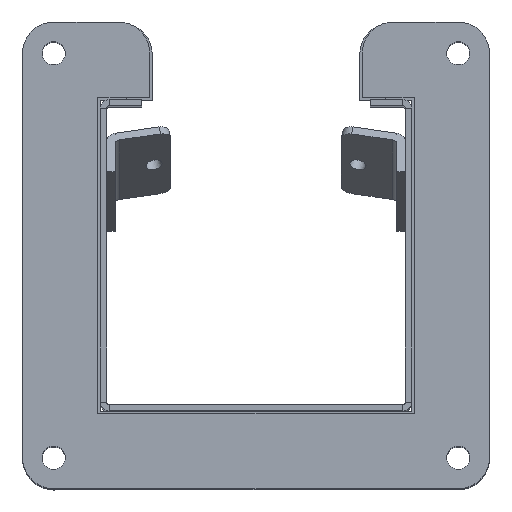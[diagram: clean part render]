
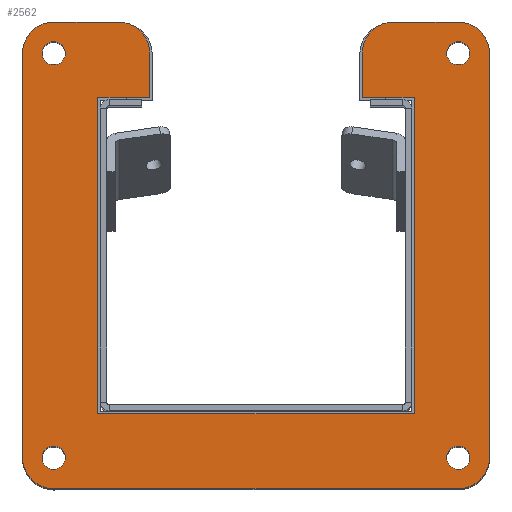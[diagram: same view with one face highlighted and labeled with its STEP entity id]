
A CAD part, top view. The second image highlights one B-rep face of the part: STEP entity #2562.
In plain terms, the highlighted planar face has unit normal (0, 0, 1).
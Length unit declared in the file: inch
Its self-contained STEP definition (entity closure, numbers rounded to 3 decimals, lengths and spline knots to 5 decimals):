
#55=FACE_BOUND('',#433,.T.);
#56=FACE_BOUND('',#434,.T.);
#57=FACE_BOUND('',#435,.T.);
#58=FACE_BOUND('',#436,.T.);
#154=PLANE('',#2766);
#277=FACE_OUTER_BOUND('',#432,.T.);
#432=EDGE_LOOP('',(#1996,#1997,#1998,#1999,#2000,#2001,#2002,#2003,#2004,
#2005,#2006,#2007,#2008,#2009,#2010,#2011,#2012,#2013));
#433=EDGE_LOOP('',(#2014));
#434=EDGE_LOOP('',(#2015));
#435=EDGE_LOOP('',(#2016));
#436=EDGE_LOOP('',(#2017));
#548=CIRCLE('',#2725,0.14063);
#550=CIRCLE('',#2728,0.14063);
#552=CIRCLE('',#2731,0.14063);
#554=CIRCLE('',#2734,0.14063);
#556=CIRCLE('',#2740,0.375);
#558=CIRCLE('',#2744,0.375);
#560=CIRCLE('',#2748,0.375);
#562=CIRCLE('',#2752,0.375);
#564=CIRCLE('',#2756,0.375);
#566=CIRCLE('',#2760,0.375);
#702=LINE('',#3900,#946);
#706=LINE('',#3908,#950);
#709=LINE('',#3914,#953);
#713=LINE('',#3926,#957);
#717=LINE('',#3938,#961);
#721=LINE('',#3950,#965);
#725=LINE('',#3962,#969);
#729=LINE('',#3974,#973);
#733=LINE('',#3986,#977);
#736=LINE('',#3992,#980);
#739=LINE('',#3998,#983);
#742=LINE('',#4003,#986);
#946=VECTOR('',#3194,3.8125);
#950=VECTOR('',#3200,0.625);
#953=VECTOR('',#3205,0.5313);
#957=VECTOR('',#3217,0.7813);
#961=VECTOR('',#3229,4.8751);
#965=VECTOR('',#3241,4.8751);
#969=VECTOR('',#3253,4.8751);
#973=VECTOR('',#3265,0.7813);
#977=VECTOR('',#3277,0.5313);
#980=VECTOR('',#3282,0.625);
#983=VECTOR('',#3287,3.8125);
#986=VECTOR('',#3292,3.8125);
#1172=VERTEX_POINT('',#3878);
#1174=VERTEX_POINT('',#3883);
#1176=VERTEX_POINT('',#3888);
#1178=VERTEX_POINT('',#3893);
#1180=VERTEX_POINT('',#3898);
#1181=VERTEX_POINT('',#3899);
#1184=VERTEX_POINT('',#3907);
#1186=VERTEX_POINT('',#3913);
#1188=VERTEX_POINT('',#3919);
#1190=VERTEX_POINT('',#3925);
#1192=VERTEX_POINT('',#3931);
#1194=VERTEX_POINT('',#3937);
#1196=VERTEX_POINT('',#3943);
#1198=VERTEX_POINT('',#3949);
#1200=VERTEX_POINT('',#3955);
#1202=VERTEX_POINT('',#3961);
#1204=VERTEX_POINT('',#3967);
#1206=VERTEX_POINT('',#3973);
#1208=VERTEX_POINT('',#3979);
#1210=VERTEX_POINT('',#3985);
#1212=VERTEX_POINT('',#3991);
#1214=VERTEX_POINT('',#3997);
#1446=EDGE_CURVE('',#1172,#1172,#548,.T.);
#1448=EDGE_CURVE('',#1174,#1174,#550,.T.);
#1450=EDGE_CURVE('',#1176,#1176,#552,.T.);
#1452=EDGE_CURVE('',#1178,#1178,#554,.T.);
#1454=EDGE_CURVE('',#1180,#1181,#702,.T.);
#1458=EDGE_CURVE('',#1181,#1184,#706,.T.);
#1461=EDGE_CURVE('',#1184,#1186,#709,.T.);
#1464=EDGE_CURVE('',#1186,#1188,#556,.T.);
#1467=EDGE_CURVE('',#1188,#1190,#713,.T.);
#1470=EDGE_CURVE('',#1190,#1192,#558,.T.);
#1473=EDGE_CURVE('',#1192,#1194,#717,.T.);
#1476=EDGE_CURVE('',#1194,#1196,#560,.T.);
#1479=EDGE_CURVE('',#1196,#1198,#721,.T.);
#1482=EDGE_CURVE('',#1198,#1200,#562,.T.);
#1485=EDGE_CURVE('',#1200,#1202,#725,.T.);
#1488=EDGE_CURVE('',#1202,#1204,#564,.T.);
#1491=EDGE_CURVE('',#1204,#1206,#729,.T.);
#1494=EDGE_CURVE('',#1206,#1208,#566,.T.);
#1497=EDGE_CURVE('',#1208,#1210,#733,.T.);
#1500=EDGE_CURVE('',#1210,#1212,#736,.T.);
#1503=EDGE_CURVE('',#1212,#1214,#739,.T.);
#1506=EDGE_CURVE('',#1214,#1180,#742,.T.);
#1996=ORIENTED_EDGE('',*,*,#1454,.F.);
#1997=ORIENTED_EDGE('',*,*,#1506,.F.);
#1998=ORIENTED_EDGE('',*,*,#1503,.F.);
#1999=ORIENTED_EDGE('',*,*,#1500,.F.);
#2000=ORIENTED_EDGE('',*,*,#1497,.F.);
#2001=ORIENTED_EDGE('',*,*,#1494,.F.);
#2002=ORIENTED_EDGE('',*,*,#1491,.F.);
#2003=ORIENTED_EDGE('',*,*,#1488,.F.);
#2004=ORIENTED_EDGE('',*,*,#1485,.F.);
#2005=ORIENTED_EDGE('',*,*,#1482,.F.);
#2006=ORIENTED_EDGE('',*,*,#1479,.F.);
#2007=ORIENTED_EDGE('',*,*,#1476,.F.);
#2008=ORIENTED_EDGE('',*,*,#1473,.F.);
#2009=ORIENTED_EDGE('',*,*,#1470,.F.);
#2010=ORIENTED_EDGE('',*,*,#1467,.F.);
#2011=ORIENTED_EDGE('',*,*,#1464,.F.);
#2012=ORIENTED_EDGE('',*,*,#1461,.F.);
#2013=ORIENTED_EDGE('',*,*,#1458,.F.);
#2014=ORIENTED_EDGE('',*,*,#1446,.T.);
#2015=ORIENTED_EDGE('',*,*,#1448,.T.);
#2016=ORIENTED_EDGE('',*,*,#1450,.T.);
#2017=ORIENTED_EDGE('',*,*,#1452,.T.);
#2562=ADVANCED_FACE('',(#277,#55,#56,#57,#58),#154,.T.);
#2725=AXIS2_PLACEMENT_3D('',#3879,#3170,#3171);
#2728=AXIS2_PLACEMENT_3D('',#3884,#3176,#3177);
#2731=AXIS2_PLACEMENT_3D('',#3889,#3182,#3183);
#2734=AXIS2_PLACEMENT_3D('',#3894,#3188,#3189);
#2740=AXIS2_PLACEMENT_3D('',#3920,#3210,#3211);
#2744=AXIS2_PLACEMENT_3D('',#3932,#3222,#3223);
#2748=AXIS2_PLACEMENT_3D('',#3944,#3234,#3235);
#2752=AXIS2_PLACEMENT_3D('',#3956,#3246,#3247);
#2756=AXIS2_PLACEMENT_3D('',#3968,#3258,#3259);
#2760=AXIS2_PLACEMENT_3D('',#3980,#3270,#3271);
#2766=AXIS2_PLACEMENT_3D('',#4005,#3294,#3295);
#3170=DIRECTION('center_axis',(0.,0.,-1.));
#3171=DIRECTION('ref_axis',(-1.,0.,0.));
#3176=DIRECTION('center_axis',(0.,0.,-1.));
#3177=DIRECTION('ref_axis',(-1.,0.,0.));
#3182=DIRECTION('center_axis',(0.,0.,-1.));
#3183=DIRECTION('ref_axis',(-1.,0.,0.));
#3188=DIRECTION('center_axis',(0.,0.,-1.));
#3189=DIRECTION('ref_axis',(-1.,0.,0.));
#3194=DIRECTION('',(0.,1.,0.));
#3200=DIRECTION('',(-1.,0.,0.));
#3205=DIRECTION('',(0.,1.,0.));
#3210=DIRECTION('center_axis',(0.,0.,-1.));
#3211=DIRECTION('ref_axis',(0.,-1.,0.));
#3217=DIRECTION('',(1.,0.,0.));
#3222=DIRECTION('center_axis',(0.,0.,-1.));
#3223=DIRECTION('ref_axis',(-1.,0.,0.));
#3229=DIRECTION('',(0.,-1.,0.));
#3234=DIRECTION('center_axis',(0.,0.,-1.));
#3235=DIRECTION('ref_axis',(0.,1.,0.));
#3241=DIRECTION('',(-1.,0.,0.));
#3246=DIRECTION('center_axis',(0.,0.,-1.));
#3247=DIRECTION('ref_axis',(1.,0.,0.));
#3253=DIRECTION('',(0.,1.,0.));
#3258=DIRECTION('center_axis',(0.,0.,-1.));
#3259=DIRECTION('ref_axis',(0.,-1.,0.));
#3265=DIRECTION('',(1.,0.,0.));
#3270=DIRECTION('center_axis',(0.,0.,-1.));
#3271=DIRECTION('ref_axis',(-1.,0.,0.));
#3277=DIRECTION('',(0.,-1.,0.));
#3282=DIRECTION('',(-1.,0.,0.));
#3287=DIRECTION('',(0.,-1.,0.));
#3292=DIRECTION('',(1.,0.,0.));
#3294=DIRECTION('center_axis',(0.,0.,1.));
#3295=DIRECTION('ref_axis',(1.,0.,0.));
#3878=CARTESIAN_POINT('',(-2.29693,2.43755,0.125));
#3879=CARTESIAN_POINT('Origin',(-2.43755,2.43755,0.125));
#3883=CARTESIAN_POINT('',(-2.29693,-2.43755,0.125));
#3884=CARTESIAN_POINT('Origin',(-2.43755,-2.43755,0.125));
#3888=CARTESIAN_POINT('',(2.57818,-2.43755,0.125));
#3889=CARTESIAN_POINT('Origin',(2.43755,-2.43755,0.125));
#3893=CARTESIAN_POINT('',(2.57818,2.43755,0.125));
#3894=CARTESIAN_POINT('Origin',(2.43755,2.43755,0.125));
#3898=CARTESIAN_POINT('',(1.90625,-1.90625,0.125));
#3899=CARTESIAN_POINT('',(1.90625,1.90625,0.125));
#3900=CARTESIAN_POINT('',(1.90625,-1.90625,0.125));
#3907=CARTESIAN_POINT('',(1.28125,1.90625,0.125));
#3908=CARTESIAN_POINT('',(1.90625,1.90625,0.125));
#3913=CARTESIAN_POINT('',(1.28125,2.43755,0.125));
#3914=CARTESIAN_POINT('',(1.28125,1.90625,0.125));
#3919=CARTESIAN_POINT('',(1.65625,2.81255,0.125));
#3920=CARTESIAN_POINT('Origin',(1.65625,2.43755,0.125));
#3925=CARTESIAN_POINT('',(2.43755,2.81255,0.125));
#3926=CARTESIAN_POINT('',(1.65625,2.81255,0.125));
#3931=CARTESIAN_POINT('',(2.81255,2.43755,0.125));
#3932=CARTESIAN_POINT('Origin',(2.43755,2.43755,0.125));
#3937=CARTESIAN_POINT('',(2.81255,-2.43755,0.125));
#3938=CARTESIAN_POINT('',(2.81255,2.43755,0.125));
#3943=CARTESIAN_POINT('',(2.43755,-2.81255,0.125));
#3944=CARTESIAN_POINT('Origin',(2.43755,-2.43755,0.125));
#3949=CARTESIAN_POINT('',(-2.43755,-2.81255,0.125));
#3950=CARTESIAN_POINT('',(2.43755,-2.81255,0.125));
#3955=CARTESIAN_POINT('',(-2.81255,-2.43755,0.125));
#3956=CARTESIAN_POINT('Origin',(-2.43755,-2.43755,0.125));
#3961=CARTESIAN_POINT('',(-2.81255,2.43755,0.125));
#3962=CARTESIAN_POINT('',(-2.81255,-2.43755,0.125));
#3967=CARTESIAN_POINT('',(-2.43755,2.81255,0.125));
#3968=CARTESIAN_POINT('Origin',(-2.43755,2.43755,0.125));
#3973=CARTESIAN_POINT('',(-1.65625,2.81255,0.125));
#3974=CARTESIAN_POINT('',(-2.43755,2.81255,0.125));
#3979=CARTESIAN_POINT('',(-1.28125,2.43755,0.125));
#3980=CARTESIAN_POINT('Origin',(-1.65625,2.43755,0.125));
#3985=CARTESIAN_POINT('',(-1.28125,1.90625,0.125));
#3986=CARTESIAN_POINT('',(-1.28125,2.43755,0.125));
#3991=CARTESIAN_POINT('',(-1.90625,1.90625,0.125));
#3992=CARTESIAN_POINT('',(-1.28125,1.90625,0.125));
#3997=CARTESIAN_POINT('',(-1.90625,-1.90625,0.125));
#3998=CARTESIAN_POINT('',(-1.90625,1.90625,0.125));
#4003=CARTESIAN_POINT('',(-1.90625,-1.90625,0.125));
#4005=CARTESIAN_POINT('Origin',(0.,-0.26131,
0.125));
